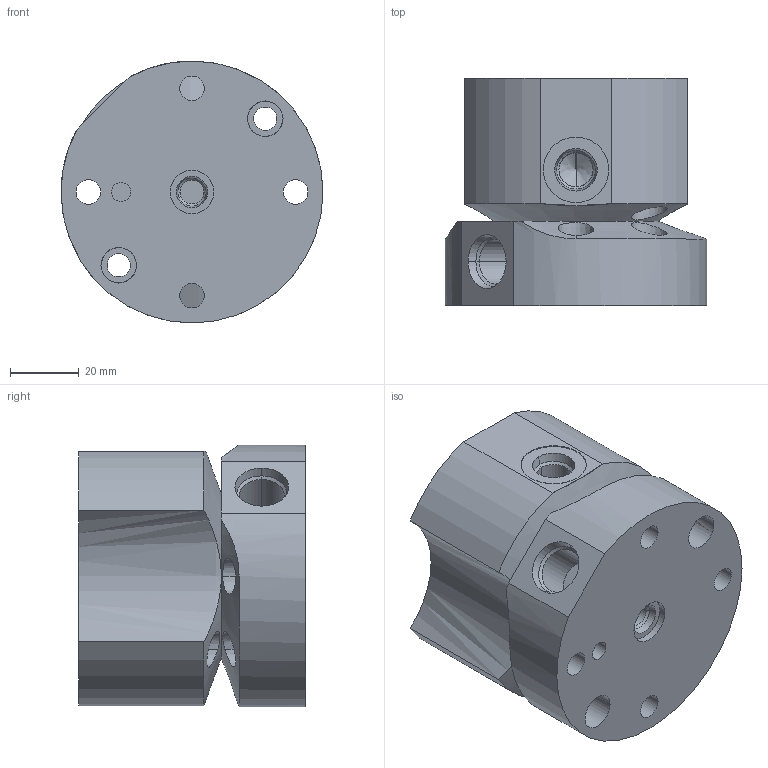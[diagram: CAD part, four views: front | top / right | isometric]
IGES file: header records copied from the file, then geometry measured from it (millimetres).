
Start section:  PTC IGES file: ilc32126101.igs
Global section: file name: ilc32126101.igs; native system: Pro/ENGINEER by Parametric Technology Corporation; preprocessor: 2007460; author: jdw; organization: Unknown; date: 20120701.124541; units: inch
Bounding box: 76.2 x 65.99 x 76.2 mm (x, y, z)
Surface area: 35825.7 mm2 (no closed solid volume)
Topology: 0 solids, 0 shells, 98 faces, 448 edges, 444 vertices
Faces by surface type: revolution 79, bspline 19
